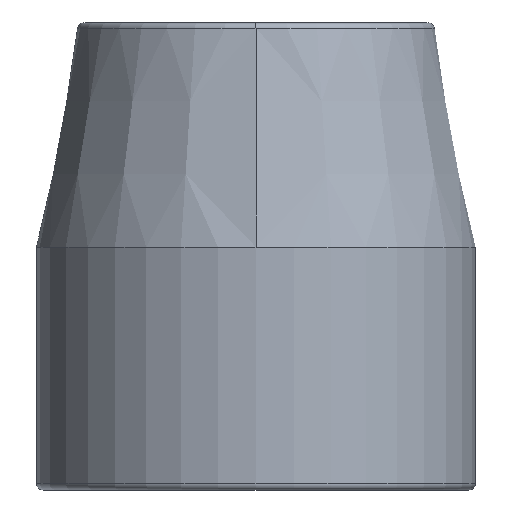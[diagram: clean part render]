
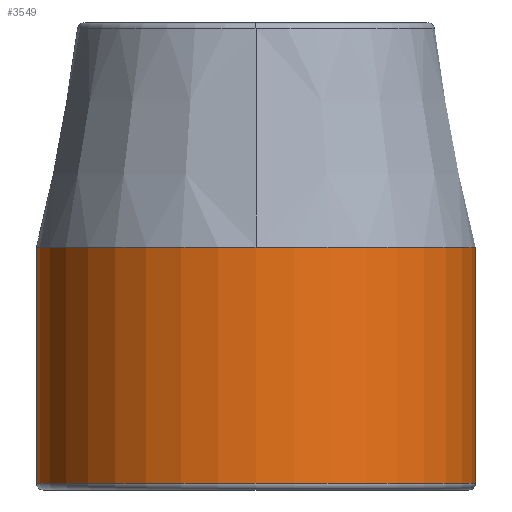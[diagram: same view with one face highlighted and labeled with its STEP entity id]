
A CAD part, front view. The second image highlights one B-rep face of the part: STEP entity #3549.
In plain terms, the highlighted cylindrical face has radius 23.5 mm (diameter 47 mm), a partial arc.
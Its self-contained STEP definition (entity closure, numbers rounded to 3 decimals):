
#3150=DIRECTION('',(0.,0.,1.));
#3151=VECTOR('',#3150,25.3);
#3152=CARTESIAN_POINT('',(-23.5,0.,0.4));
#3153=LINE('',#3152,#3151);
#3173=CARTESIAN_POINT('',(0.,0.,25.7));
#3174=DIRECTION('',(0.,0.,1.));
#3175=DIRECTION('',(1.,0.,0.));
#3176=AXIS2_PLACEMENT_3D('',#3173,#3174,#3175);
#3181=CARTESIAN_POINT('',(0.,0.,25.7));
#3182=DIRECTION('',(0.,0.,1.));
#3183=DIRECTION('',(0.,1.,0.));
#3184=AXIS2_PLACEMENT_3D('',#3181,#3182,#3183);
#3189=CARTESIAN_POINT('',(0.,0.,0.4));
#3190=DIRECTION('',(0.,0.,-1.));
#3191=DIRECTION('',(-1.,0.,0.));
#3192=AXIS2_PLACEMENT_3D('',#3189,#3190,#3191);
#3197=DIRECTION('',(0.,0.,1.));
#3198=VECTOR('',#3197,25.3);
#3199=CARTESIAN_POINT('',(23.5,0.,0.4));
#3200=LINE('',#3199,#3198);
#3338=CARTESIAN_POINT('',(-23.5,0.,0.4));
#3339=CARTESIAN_POINT('',(23.5,0.,0.4));
#3340=VERTEX_POINT('',#3338);
#3341=VERTEX_POINT('',#3339);
#3346=CARTESIAN_POINT('',(23.5,0.,25.7));
#3347=CARTESIAN_POINT('',(0.,23.5,25.7));
#3348=VERTEX_POINT('',#3346);
#3349=VERTEX_POINT('',#3347);
#3350=CARTESIAN_POINT('',(-23.5,0.,25.7));
#3351=VERTEX_POINT('',#3350);
#3534=CARTESIAN_POINT('',(0.,0.,-0.3));
#3535=DIRECTION('',(0.,0.,1.));
#3536=DIRECTION('',(1.,0.,0.));
#3537=AXIS2_PLACEMENT_3D('',#3534,#3535,#3536);
#3538=CYLINDRICAL_SURFACE('',#3537,23.5);
#3540=ORIENTED_EDGE('',*,*,#3539,.T.);
#3542=ORIENTED_EDGE('',*,*,#3541,.T.);
#3543=ORIENTED_EDGE('',*,*,#3521,.F.);
#3545=ORIENTED_EDGE('',*,*,#3544,.T.);
#3546=ORIENTED_EDGE('',*,*,#3517,.T.);
#3547=EDGE_LOOP('',(#3540,#3542,#3543,#3545,#3546));
#3548=FACE_OUTER_BOUND('',#3547,.F.);
#3549=ADVANCED_FACE('',(#3548),#3538,.T.);
#3177=CIRCLE('',#3176,23.5);
#3185=CIRCLE('',#3184,23.5);
#3193=CIRCLE('',#3192,23.5);
#3517=EDGE_CURVE('',#3341,#3348,#3200,.T.);
#3521=EDGE_CURVE('',#3340,#3351,#3153,.T.);
#3539=EDGE_CURVE('',#3348,#3349,#3177,.T.);
#3541=EDGE_CURVE('',#3349,#3351,#3185,.T.);
#3544=EDGE_CURVE('',#3340,#3341,#3193,.T.);
